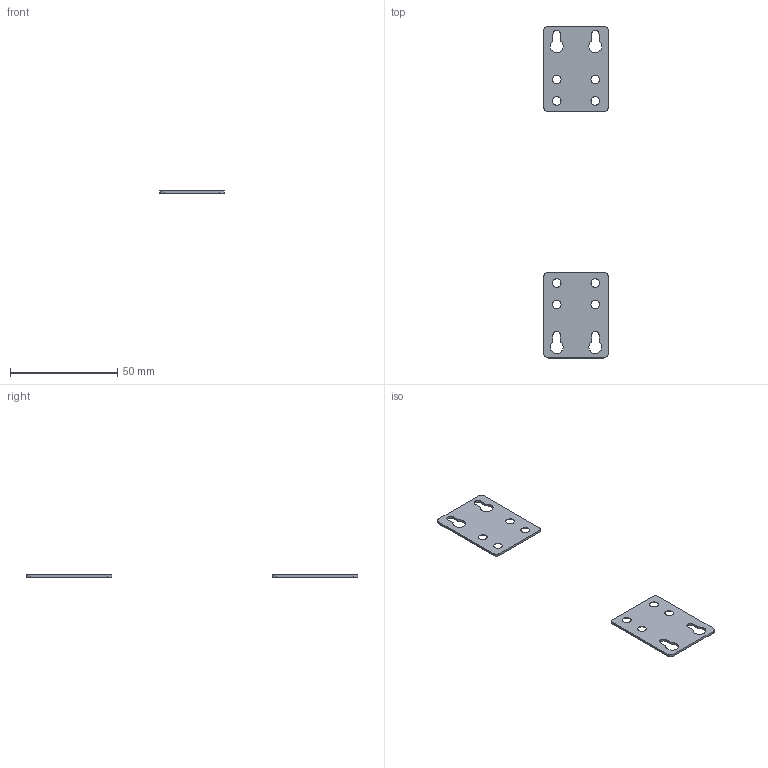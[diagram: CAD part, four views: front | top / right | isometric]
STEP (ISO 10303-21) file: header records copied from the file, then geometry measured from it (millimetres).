
FILE_DESCRIPTION(('CATIA V5 STEP Exchange','CAx-IF Rec.Pracs.--- Model Styling and Organization---1.4--- 2014-01-23'),'2;1');
FILE_NAME ('D1421480_1_1504450000_S3D_IE_WALLMOUNT_KIT_30MM.stp','2020-05-04T09:01:42+00:00',('none'),('Weidmueller'),'CATIA Version 5-6 Release 2016 SP3 HF44','CATIA V5 STEP AP214','none');
FILE_SCHEMA(('AUTOMOTIVE_DESIGN { 1 0 10303 214 1 1 1 1 }'));
Length unit declared in the file: millimetre
Products named in the file (1): S3D_IE_WALLMOUNT_KIT_30MM
Bounding box: 30 x 155 x 1 mm (x, y, z)
Volume: 2060.6 mm3; surface area: 4672.6 mm2
Topology: 2 solids, 2 shells, 52 faces, 144 edges, 96 vertices
Faces by surface type: plane 20, cone 16, cylinder 16
Entity records: 1716 total; most frequent: ORIENTED_EDGE 288, CARTESIAN_POINT 285, DIRECTION 232, EDGE_CURVE 144, AXIS2_PLACEMENT_3D 109, VERTEX_POINT 96, VECTOR 80, LINE 80
